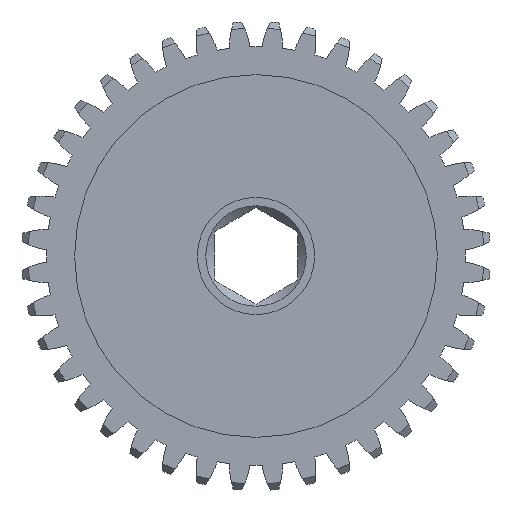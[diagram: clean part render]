
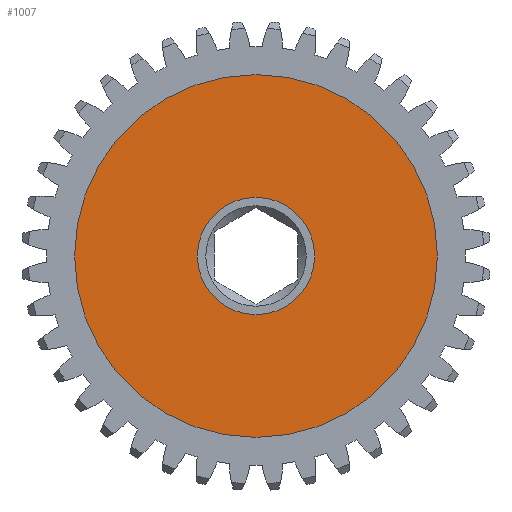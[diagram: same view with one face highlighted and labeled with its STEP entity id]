
A CAD part, left-side view. The second image highlights one B-rep face of the part: STEP entity #1007.
In plain terms, the highlighted planar face has unit normal (-1, 0, 0).
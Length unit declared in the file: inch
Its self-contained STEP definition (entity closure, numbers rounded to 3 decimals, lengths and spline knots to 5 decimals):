
#106 = CIRCLE ( 'NONE', #5396, 0.2625 ) ;
#215 = EDGE_LOOP ( 'NONE', ( #5715, #311 ) ) ;
#311 = ORIENTED_EDGE ( 'NONE', *, *, #8765, .F. ) ;
#374 = FACE_OUTER_BOUND ( 'NONE', #215, .T. ) ;
#853 = DIRECTION ( 'NONE',  ( 0., 0., -1. ) ) ;
#919 = AXIS2_PLACEMENT_3D ( 'NONE', #7556, #3185, #6125 ) ;
#967 = AXIS2_PLACEMENT_3D ( 'NONE', #5538, #8293, #9102 ) ;
#1007 = ADVANCED_FACE ( 'NONE', ( #374, #2594 ), #6925, .F. ) ;
#1091 = CARTESIAN_POINT ( 'NONE',  ( 0.1375, 0., 0.8125 ) ) ;
#1417 = EDGE_CURVE ( 'NONE', #2881, #8206, #9156, .T. ) ;
#1657 = DIRECTION ( 'NONE',  ( 1., 0., 0. ) ) ;
#1841 = DIRECTION ( 'NONE',  ( 0., 0., -1. ) ) ;
#1892 = ORIENTED_EDGE ( 'NONE', *, *, #1417, .T. ) ;
#2061 = CIRCLE ( 'NONE', #6309, 0.8125 ) ;
#2530 = AXIS2_PLACEMENT_3D ( 'NONE', #7589, #6880, #1841 ) ;
#2594 = FACE_BOUND ( 'NONE', #5619, .T. ) ;
#2881 = VERTEX_POINT ( 'NONE', #6045 ) ;
#2938 = CARTESIAN_POINT ( 'NONE',  ( 0.1375, 0., 0. ) ) ;
#3185 = DIRECTION ( 'NONE',  ( 1., 0., 0. ) ) ;
#4454 = EDGE_CURVE ( 'NONE', #8206, #2881, #106, .T. ) ;
#4523 = EDGE_CURVE ( 'NONE', #7188, #8250, #2061, .T. ) ;
#5396 = AXIS2_PLACEMENT_3D ( 'NONE', #2938, #7363, #853 ) ;
#5538 = CARTESIAN_POINT ( 'NONE',  ( 0.1375, 0., 0. ) ) ;
#5619 = EDGE_LOOP ( 'NONE', ( #1892, #9296 ) ) ;
#5715 = ORIENTED_EDGE ( 'NONE', *, *, #4523, .F. ) ;
#5959 = CARTESIAN_POINT ( 'NONE',  ( 0.1375, 0., -0.8125 ) ) ;
#6045 = CARTESIAN_POINT ( 'NONE',  ( 0.1375, 0., -0.2625 ) ) ;
#6125 = DIRECTION ( 'NONE',  ( 0., 0., -1. ) ) ;
#6309 = AXIS2_PLACEMENT_3D ( 'NONE', #6652, #1657, #8876 ) ;
#6652 = CARTESIAN_POINT ( 'NONE',  ( 0.1375, 0., 0. ) ) ;
#6880 = DIRECTION ( 'NONE',  ( 1., 0., 0. ) ) ;
#6925 = PLANE ( 'NONE',  #2530 ) ;
#7188 = VERTEX_POINT ( 'NONE', #1091 ) ;
#7363 = DIRECTION ( 'NONE',  ( 1., 0., 0. ) ) ;
#7556 = CARTESIAN_POINT ( 'NONE',  ( 0.1375, 0., 0. ) ) ;
#7589 = CARTESIAN_POINT ( 'NONE',  ( 0.1375, 0., 0. ) ) ;
#8194 = CIRCLE ( 'NONE', #919, 0.8125 ) ;
#8206 = VERTEX_POINT ( 'NONE', #8761 ) ;
#8250 = VERTEX_POINT ( 'NONE', #5959 ) ;
#8293 = DIRECTION ( 'NONE',  ( 1., 0., 0. ) ) ;
#8761 = CARTESIAN_POINT ( 'NONE',  ( 0.1375, 0., 0.2625 ) ) ;
#8765 = EDGE_CURVE ( 'NONE', #8250, #7188, #8194, .T. ) ;
#8876 = DIRECTION ( 'NONE',  ( 0., 0., -1. ) ) ;
#9102 = DIRECTION ( 'NONE',  ( 0., 0., -1. ) ) ;
#9156 = CIRCLE ( 'NONE', #967, 0.2625 ) ;
#9296 = ORIENTED_EDGE ( 'NONE', *, *, #4454, .T. ) ;
